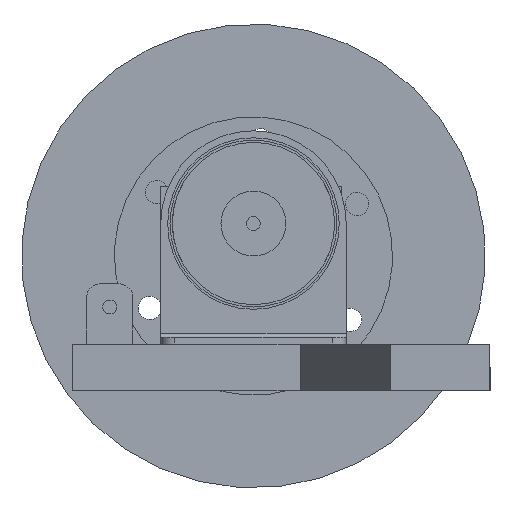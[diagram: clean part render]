
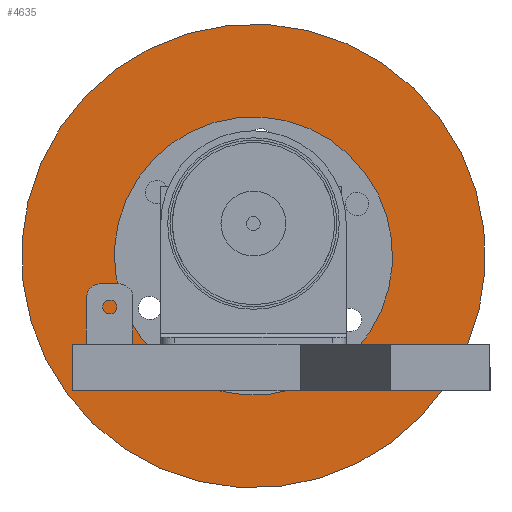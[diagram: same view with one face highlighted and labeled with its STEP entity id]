
A CAD part, front view. The second image highlights one B-rep face of the part: STEP entity #4635.
In plain terms, the highlighted face is planar.
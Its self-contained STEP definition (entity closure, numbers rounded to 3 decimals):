
#299=FACE_BOUND('',#1025,.T.);
#300=FACE_BOUND('',#1026,.T.);
#301=FACE_BOUND('',#1027,.T.);
#302=FACE_BOUND('',#1028,.T.);
#303=FACE_BOUND('',#1029,.T.);
#304=FACE_BOUND('',#1030,.T.);
#305=FACE_BOUND('',#1031,.T.);
#446=PLANE('',#5221);
#653=FACE_OUTER_BOUND('',#1024,.T.);
#1024=EDGE_LOOP('',(#3803));
#1025=EDGE_LOOP('',(#3804));
#1026=EDGE_LOOP('',(#3805));
#1027=EDGE_LOOP('',(#3806));
#1028=EDGE_LOOP('',(#3807));
#1029=EDGE_LOOP('',(#3808));
#1030=EDGE_LOOP('',(#3809));
#1031=EDGE_LOOP('',(#3810));
#2000=CIRCLE('',#5199,11.);
#2002=CIRCLE('',#5202,2.5);
#2004=CIRCLE('',#5205,2.5);
#2006=CIRCLE('',#5208,2.5);
#2008=CIRCLE('',#5211,2.5);
#2010=CIRCLE('',#5214,2.5);
#2012=CIRCLE('',#5217,2.5);
#2013=CIRCLE('',#5219,50.);
#2338=VERTEX_POINT('',#7687);
#2340=VERTEX_POINT('',#7693);
#2342=VERTEX_POINT('',#7699);
#2344=VERTEX_POINT('',#7705);
#2346=VERTEX_POINT('',#7711);
#2348=VERTEX_POINT('',#7717);
#2350=VERTEX_POINT('',#7723);
#2351=VERTEX_POINT('',#7727);
#2848=EDGE_CURVE('',#2338,#2338,#2000,.T.);
#2851=EDGE_CURVE('',#2340,#2340,#2002,.T.);
#2854=EDGE_CURVE('',#2342,#2342,#2004,.T.);
#2857=EDGE_CURVE('',#2344,#2344,#2006,.T.);
#2860=EDGE_CURVE('',#2346,#2346,#2008,.T.);
#2863=EDGE_CURVE('',#2348,#2348,#2010,.T.);
#2866=EDGE_CURVE('',#2350,#2350,#2012,.T.);
#2867=EDGE_CURVE('',#2351,#2351,#2013,.T.);
#3803=ORIENTED_EDGE('',*,*,#2867,.T.);
#3804=ORIENTED_EDGE('',*,*,#2848,.T.);
#3805=ORIENTED_EDGE('',*,*,#2851,.T.);
#3806=ORIENTED_EDGE('',*,*,#2854,.T.);
#3807=ORIENTED_EDGE('',*,*,#2857,.T.);
#3808=ORIENTED_EDGE('',*,*,#2860,.T.);
#3809=ORIENTED_EDGE('',*,*,#2863,.T.);
#3810=ORIENTED_EDGE('',*,*,#2866,.T.);
#4635=ADVANCED_FACE('',(#653,#299,#300,#301,#302,#303,#304,#305),#446,.T.);
#5199=AXIS2_PLACEMENT_3D('',#7689,#6251,#6252);
#5202=AXIS2_PLACEMENT_3D('',#7695,#6258,#6259);
#5205=AXIS2_PLACEMENT_3D('',#7701,#6265,#6266);
#5208=AXIS2_PLACEMENT_3D('',#7707,#6272,#6273);
#5211=AXIS2_PLACEMENT_3D('',#7713,#6279,#6280);
#5214=AXIS2_PLACEMENT_3D('',#7719,#6286,#6287);
#5217=AXIS2_PLACEMENT_3D('',#7725,#6293,#6294);
#5219=AXIS2_PLACEMENT_3D('',#7728,#6297,#6298);
#5221=AXIS2_PLACEMENT_3D('',#7732,#6302,#6303);
#6251=DIRECTION('center_axis',(0.,0.,-1.));
#6252=DIRECTION('ref_axis',(1.,0.,0.));
#6258=DIRECTION('center_axis',(0.,0.,-1.));
#6259=DIRECTION('ref_axis',(1.,0.,0.));
#6265=DIRECTION('center_axis',(0.,0.,-1.));
#6266=DIRECTION('ref_axis',(1.,0.,0.));
#6272=DIRECTION('center_axis',(0.,0.,-1.));
#6273=DIRECTION('ref_axis',(1.,0.,0.));
#6279=DIRECTION('center_axis',(0.,0.,-1.));
#6280=DIRECTION('ref_axis',(1.,0.,0.));
#6286=DIRECTION('center_axis',(0.,0.,-1.));
#6287=DIRECTION('ref_axis',(1.,0.,0.));
#6293=DIRECTION('center_axis',(0.,0.,-1.));
#6294=DIRECTION('ref_axis',(1.,0.,0.));
#6297=DIRECTION('center_axis',(0.,0.,1.));
#6298=DIRECTION('ref_axis',(1.,0.,0.));
#6302=DIRECTION('center_axis',(0.,0.,1.));
#6303=DIRECTION('ref_axis',(1.,0.,0.));
#7687=CARTESIAN_POINT('',(-11.,0.,50.));
#7689=CARTESIAN_POINT('Origin',(0.,0.,50.));
#7693=CARTESIAN_POINT('',(-2.55,25.,50.));
#7695=CARTESIAN_POINT('Origin',(-0.05,25.,50.));
#7699=CARTESIAN_POINT('',(-2.45,-25.,50.));
#7701=CARTESIAN_POINT('Origin',(0.05,-25.,50.));
#7705=CARTESIAN_POINT('',(19.126,12.543,50.));
#7707=CARTESIAN_POINT('Origin',(21.626,12.543,50.));
#7711=CARTESIAN_POINT('',(-24.176,12.457,50.));
#7713=CARTESIAN_POINT('Origin',(-21.676,12.457,50.));
#7717=CARTESIAN_POINT('',(-24.126,-12.543,50.));
#7719=CARTESIAN_POINT('Origin',(-21.626,-12.543,50.));
#7723=CARTESIAN_POINT('',(19.176,-12.457,50.));
#7725=CARTESIAN_POINT('Origin',(21.676,-12.457,50.));
#7727=CARTESIAN_POINT('',(-50.,0.,50.));
#7728=CARTESIAN_POINT('Origin',(0.,0.,50.));
#7732=CARTESIAN_POINT('Origin',(0.,0.,50.));
